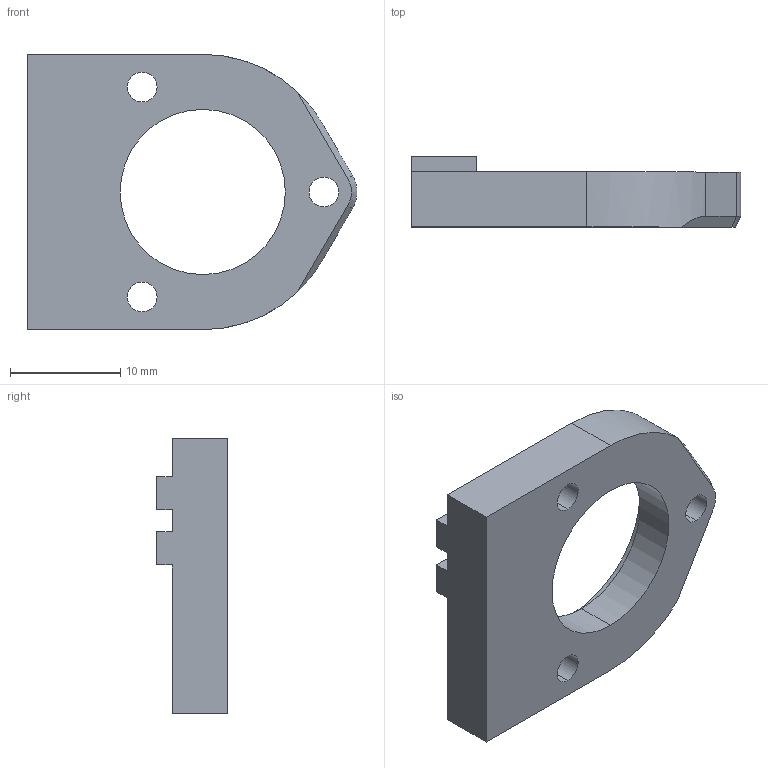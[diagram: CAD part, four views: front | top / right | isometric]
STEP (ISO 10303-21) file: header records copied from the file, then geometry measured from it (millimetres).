
FILE_DESCRIPTION (( 'STEP AP214' ), '1' );
FILE_NAME ('F696.STEP', '2025-08-20T13:41:17', ( '' ), ( '' ), 'SwSTEP 2.0', 'SolidWorks 2018', '' );
FILE_SCHEMA (( 'AUTOMOTIVE_DESIGN' ));
Length unit declared in the file: millimetre
Products named in the file (1): F696
Bounding box: 29.94 x 6.4 x 25 mm (x, y, z)
Volume: 2254.4 mm3; surface area: 1818.6 mm2
Topology: 1 solids, 1 shells, 32 faces, 85 edges, 56 vertices
Faces by surface type: plane 18, cylinder 13, cone 1
Entity records: 1050 total; most frequent: CARTESIAN_POINT 180, DIRECTION 176, ORIENTED_EDGE 170, EDGE_CURVE 85, AXIS2_PLACEMENT_3D 60, VECTOR 56, VERTEX_POINT 56, LINE 56
